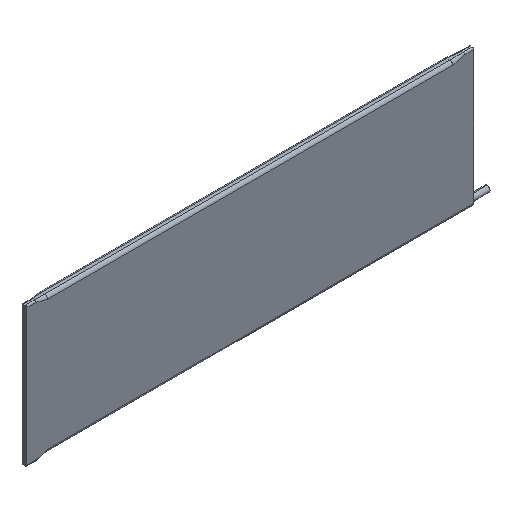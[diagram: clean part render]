
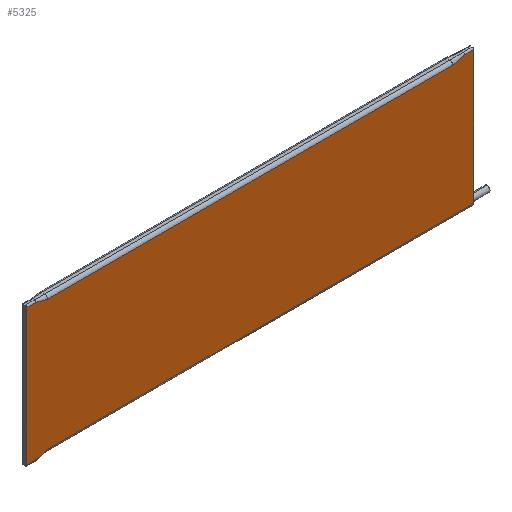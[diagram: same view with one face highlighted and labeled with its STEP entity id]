
A CAD part, isometric view. The second image highlights one B-rep face of the part: STEP entity #5325.
In plain terms, the highlighted planar face has unit normal (0, -1, 0).
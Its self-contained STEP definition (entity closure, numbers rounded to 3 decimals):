
#215 = CARTESIAN_POINT ( 'NONE',  ( -68., 0., -21.81 ) ) ;
#277 = VERTEX_POINT ( 'NONE', #13703 ) ;
#803 = DIRECTION ( 'NONE',  ( 0.965, 0., -0.263 ) ) ;
#1025 = ORIENTED_EDGE ( 'NONE', *, *, #5650, .T. ) ;
#1100 = VECTOR ( 'NONE', #10136, 1000. ) ;
#1220 = LINE ( 'NONE', #4756, #4331 ) ;
#1292 = DIRECTION ( 'NONE',  ( 0., 0., -1. ) ) ;
#1319 = VERTEX_POINT ( 'NONE', #10612 ) ;
#1441 = VECTOR ( 'NONE', #4510, 1000. ) ;
#1532 = FACE_OUTER_BOUND ( 'NONE', #2589, .T. ) ;
#1756 = VECTOR ( 'NONE', #9050, 1000. ) ;
#2195 = DIRECTION ( 'NONE',  ( -1., 0., 0. ) ) ;
#2270 = CARTESIAN_POINT ( 'NONE',  ( 75., 0., -19.81 ) ) ;
#2423 = CARTESIAN_POINT ( 'NONE',  ( -72., 0., 22.9 ) ) ;
#2513 = DIRECTION ( 'NONE',  ( 0., -1., 0. ) ) ;
#2589 = EDGE_LOOP ( 'NONE', ( #10603, #7680, #13645, #12205, #12402, #1025, #9263, #3883, #8430, #14088 ) ) ;
#2734 = DIRECTION ( 'NONE',  ( 0., 0., -1. ) ) ;
#3031 = CARTESIAN_POINT ( 'NONE',  ( -68., 0., 21.81 ) ) ;
#3132 = VERTEX_POINT ( 'NONE', #9177 ) ;
#3357 = LINE ( 'NONE', #4711, #1756 ) ;
#3883 = ORIENTED_EDGE ( 'NONE', *, *, #11424, .T. ) ;
#4086 = EDGE_CURVE ( 'NONE', #10301, #13738, #3357, .T. ) ;
#4328 = CARTESIAN_POINT ( 'NONE',  ( -75., 0., 22.9 ) ) ;
#4331 = VECTOR ( 'NONE', #10373, 1000. ) ;
#4463 = LINE ( 'NONE', #11206, #7813 ) ;
#4510 = DIRECTION ( 'NONE',  ( -1., 0., 0. ) ) ;
#4567 = VERTEX_POINT ( 'NONE', #3031 ) ;
#4711 = CARTESIAN_POINT ( 'NONE',  ( -70., 0., -22.355 ) ) ;
#4713 = LINE ( 'NONE', #9203, #13176 ) ;
#4756 = CARTESIAN_POINT ( 'NONE',  ( -68., 0., 21.81 ) ) ;
#4761 = VERTEX_POINT ( 'NONE', #2423 ) ;
#4800 = AXIS2_PLACEMENT_3D ( 'NONE', #6030, #2513, #8274 ) ;
#5303 = EDGE_CURVE ( 'NONE', #11076, #11231, #9321, .T. ) ;
#5325 = ADVANCED_FACE ( 'NONE', ( #1532 ), #12761, .T. ) ;
#5650 = EDGE_CURVE ( 'NONE', #1319, #3132, #6907, .T. ) ;
#5661 = CARTESIAN_POINT ( 'NONE',  ( -75., 0., -22.9 ) ) ;
#6030 = CARTESIAN_POINT ( 'NONE',  ( 0., 0., 0. ) ) ;
#6907 = LINE ( 'NONE', #11461, #1441 ) ;
#6927 = VECTOR ( 'NONE', #10147, 1000. ) ;
#7105 = DIRECTION ( 'NONE',  ( 0.965, 0., 0.263 ) ) ;
#7654 = EDGE_CURVE ( 'NONE', #1319, #277, #12751, .T. ) ;
#7680 = ORIENTED_EDGE ( 'NONE', *, *, #10617, .T. ) ;
#7813 = VECTOR ( 'NONE', #803, 1000. ) ;
#7871 = EDGE_CURVE ( 'NONE', #4761, #11076, #13288, .T. ) ;
#7875 = LINE ( 'NONE', #12581, #1100 ) ;
#8274 = DIRECTION ( 'NONE',  ( 0., 0., -1. ) ) ;
#8430 = ORIENTED_EDGE ( 'NONE', *, *, #13185, .F. ) ;
#8547 = CARTESIAN_POINT ( 'NONE',  ( -72., 0., -22.9 ) ) ;
#9050 = DIRECTION ( 'NONE',  ( -0.965, 0., -0.263 ) ) ;
#9177 = CARTESIAN_POINT ( 'NONE',  ( 72., 0., 22.9 ) ) ;
#9203 = CARTESIAN_POINT ( 'NONE',  ( 68., 0., 21.81 ) ) ;
#9263 = ORIENTED_EDGE ( 'NONE', *, *, #10892, .F. ) ;
#9321 = LINE ( 'NONE', #13886, #9830 ) ;
#9830 = VECTOR ( 'NONE', #2734, 1000. ) ;
#10005 = CARTESIAN_POINT ( 'NONE',  ( 0., 0., 22.9 ) ) ;
#10136 = DIRECTION ( 'NONE',  ( 1., 0., 0. ) ) ;
#10147 = DIRECTION ( 'NONE',  ( 1., 0., 0. ) ) ;
#10204 = CARTESIAN_POINT ( 'NONE',  ( 68., 0., 21.81 ) ) ;
#10301 = VERTEX_POINT ( 'NONE', #215 ) ;
#10373 = DIRECTION ( 'NONE',  ( -1., 0., 0. ) ) ;
#10567 = VECTOR ( 'NONE', #2195, 1000. ) ;
#10603 = ORIENTED_EDGE ( 'NONE', *, *, #5303, .T. ) ;
#10612 = CARTESIAN_POINT ( 'NONE',  ( 75., 0., 22.9 ) ) ;
#10617 = EDGE_CURVE ( 'NONE', #11231, #13738, #12596, .T. ) ;
#10892 = EDGE_CURVE ( 'NONE', #11786, #3132, #4713, .T. ) ;
#11033 = VECTOR ( 'NONE', #1292, 1000. ) ;
#11076 = VERTEX_POINT ( 'NONE', #4328 ) ;
#11206 = CARTESIAN_POINT ( 'NONE',  ( -70., 0., 22.355 ) ) ;
#11231 = VERTEX_POINT ( 'NONE', #5661 ) ;
#11424 = EDGE_CURVE ( 'NONE', #11786, #4567, #1220, .T. ) ;
#11461 = CARTESIAN_POINT ( 'NONE',  ( 0., 0., 22.9 ) ) ;
#11765 = EDGE_CURVE ( 'NONE', #10301, #277, #7875, .T. ) ;
#11786 = VERTEX_POINT ( 'NONE', #10204 ) ;
#12205 = ORIENTED_EDGE ( 'NONE', *, *, #11765, .T. ) ;
#12402 = ORIENTED_EDGE ( 'NONE', *, *, #7654, .F. ) ;
#12581 = CARTESIAN_POINT ( 'NONE',  ( 68., 0., -21.81 ) ) ;
#12596 = LINE ( 'NONE', #13505, #6927 ) ;
#12751 = LINE ( 'NONE', #2270, #11033 ) ;
#12761 = PLANE ( 'NONE',  #4800 ) ;
#13176 = VECTOR ( 'NONE', #7105, 1000. ) ;
#13185 = EDGE_CURVE ( 'NONE', #4761, #4567, #4463, .T. ) ;
#13288 = LINE ( 'NONE', #10005, #10567 ) ;
#13505 = CARTESIAN_POINT ( 'NONE',  ( 0., 0., -22.9 ) ) ;
#13645 = ORIENTED_EDGE ( 'NONE', *, *, #4086, .F. ) ;
#13703 = CARTESIAN_POINT ( 'NONE',  ( 75., 0., -21.81 ) ) ;
#13738 = VERTEX_POINT ( 'NONE', #8547 ) ;
#13886 = CARTESIAN_POINT ( 'NONE',  ( -75., 0., 0. ) ) ;
#14088 = ORIENTED_EDGE ( 'NONE', *, *, #7871, .T. ) ;
